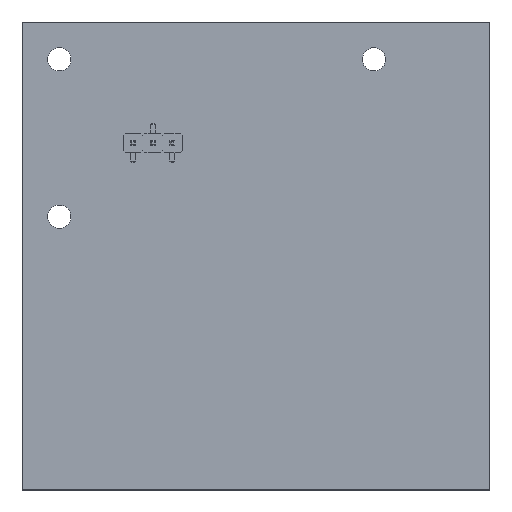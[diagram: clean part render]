
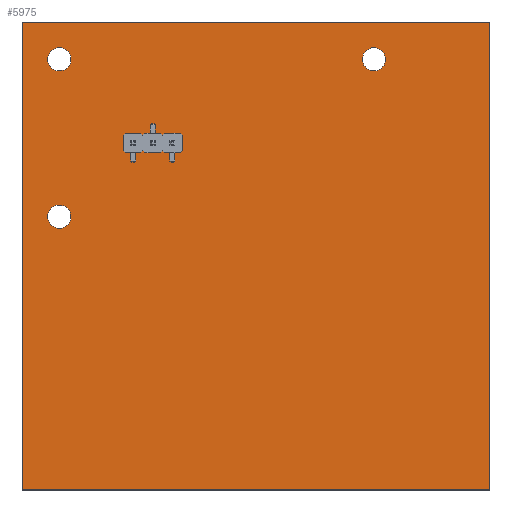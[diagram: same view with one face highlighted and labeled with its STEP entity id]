
A CAD part, top view. The second image highlights one B-rep face of the part: STEP entity #5975.
In plain terms, the highlighted planar face has unit normal (0, 0, 1).
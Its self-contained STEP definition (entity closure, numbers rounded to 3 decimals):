
#5595 = VERTEX_POINT('',#5596);
#5596 = CARTESIAN_POINT('',(144.784,-71.654,1.6));
#5603 = PLANE('',#5604);
#5604 = AXIS2_PLACEMENT_3D('',#5605,#5606,#5607);
#5605 = CARTESIAN_POINT('',(144.784,-71.654,0.));
#5606 = DIRECTION('',(1.,0.,-0.));
#5607 = DIRECTION('',(0.,-1.,0.));
#5615 = PLANE('',#5616);
#5616 = AXIS2_PLACEMENT_3D('',#5617,#5618,#5619);
#5617 = CARTESIAN_POINT('',(205.236,-71.654,0.));
#5618 = DIRECTION('',(0.,-1.,0.));
#5619 = DIRECTION('',(-1.,0.,0.));
#5627 = EDGE_CURVE('',#5595,#5628,#5630,.T.);
#5628 = VERTEX_POINT('',#5629);
#5629 = CARTESIAN_POINT('',(144.784,-132.106,1.6));
#5630 = SURFACE_CURVE('',#5631,(#5635,#5642),.PCURVE_S1.);
#5631 = LINE('',#5632,#5633);
#5632 = CARTESIAN_POINT('',(144.784,-71.654,1.6));
#5633 = VECTOR('',#5634,1.);
#5634 = DIRECTION('',(0.,-1.,0.));
#5635 = PCURVE('',#5603,#5636);
#5636 = DEFINITIONAL_REPRESENTATION('',(#5637),#5641);
#5637 = LINE('',#5638,#5639);
#5638 = CARTESIAN_POINT('',(0.,-1.6));
#5639 = VECTOR('',#5640,1.);
#5640 = DIRECTION('',(1.,0.));
#5641 = ( GEOMETRIC_REPRESENTATION_CONTEXT(2) 
PARAMETRIC_REPRESENTATION_CONTEXT() REPRESENTATION_CONTEXT('2D SPACE',''
  ) );
#5642 = PCURVE('',#5643,#5648);
#5643 = PLANE('',#5644);
#5644 = AXIS2_PLACEMENT_3D('',#5645,#5646,#5647);
#5645 = CARTESIAN_POINT('',(175.01,-101.88,1.6));
#5646 = DIRECTION('',(0.,0.,1.));
#5647 = DIRECTION('',(1.,0.,-0.));
#5648 = DEFINITIONAL_REPRESENTATION('',(#5649),#5653);
#5649 = LINE('',#5650,#5651);
#5650 = CARTESIAN_POINT('',(-30.226,30.226));
#5651 = VECTOR('',#5652,1.);
#5652 = DIRECTION('',(0.,-1.));
#5653 = ( GEOMETRIC_REPRESENTATION_CONTEXT(2) 
PARAMETRIC_REPRESENTATION_CONTEXT() REPRESENTATION_CONTEXT('2D SPACE',''
  ) );
#5671 = PLANE('',#5672);
#5672 = AXIS2_PLACEMENT_3D('',#5673,#5674,#5675);
#5673 = CARTESIAN_POINT('',(144.784,-132.106,0.));
#5674 = DIRECTION('',(0.,1.,0.));
#5675 = DIRECTION('',(1.,0.,0.));
#5715 = VERTEX_POINT('',#5716);
#5716 = CARTESIAN_POINT('',(205.236,-71.654,1.6));
#5730 = PLANE('',#5731);
#5731 = AXIS2_PLACEMENT_3D('',#5732,#5733,#5734);
#5732 = CARTESIAN_POINT('',(205.236,-132.106,0.));
#5733 = DIRECTION('',(-1.,0.,0.));
#5734 = DIRECTION('',(0.,1.,0.));
#5742 = EDGE_CURVE('',#5715,#5595,#5743,.T.);
#5743 = SURFACE_CURVE('',#5744,(#5748,#5755),.PCURVE_S1.);
#5744 = LINE('',#5745,#5746);
#5745 = CARTESIAN_POINT('',(205.236,-71.654,1.6));
#5746 = VECTOR('',#5747,1.);
#5747 = DIRECTION('',(-1.,0.,0.));
#5748 = PCURVE('',#5615,#5749);
#5749 = DEFINITIONAL_REPRESENTATION('',(#5750),#5754);
#5750 = LINE('',#5751,#5752);
#5751 = CARTESIAN_POINT('',(0.,-1.6));
#5752 = VECTOR('',#5753,1.);
#5753 = DIRECTION('',(1.,0.));
#5754 = ( GEOMETRIC_REPRESENTATION_CONTEXT(2) 
PARAMETRIC_REPRESENTATION_CONTEXT() REPRESENTATION_CONTEXT('2D SPACE',''
  ) );
#5755 = PCURVE('',#5643,#5756);
#5756 = DEFINITIONAL_REPRESENTATION('',(#5757),#5761);
#5757 = LINE('',#5758,#5759);
#5758 = CARTESIAN_POINT('',(30.226,30.226));
#5759 = VECTOR('',#5760,1.);
#5760 = DIRECTION('',(-1.,0.));
#5761 = ( GEOMETRIC_REPRESENTATION_CONTEXT(2) 
PARAMETRIC_REPRESENTATION_CONTEXT() REPRESENTATION_CONTEXT('2D SPACE',''
  ) );
#5789 = EDGE_CURVE('',#5628,#5790,#5792,.T.);
#5790 = VERTEX_POINT('',#5791);
#5791 = CARTESIAN_POINT('',(205.236,-132.106,1.6));
#5792 = SURFACE_CURVE('',#5793,(#5797,#5804),.PCURVE_S1.);
#5793 = LINE('',#5794,#5795);
#5794 = CARTESIAN_POINT('',(144.784,-132.106,1.6));
#5795 = VECTOR('',#5796,1.);
#5796 = DIRECTION('',(1.,0.,0.));
#5797 = PCURVE('',#5671,#5798);
#5798 = DEFINITIONAL_REPRESENTATION('',(#5799),#5803);
#5799 = LINE('',#5800,#5801);
#5800 = CARTESIAN_POINT('',(0.,-1.6));
#5801 = VECTOR('',#5802,1.);
#5802 = DIRECTION('',(1.,0.));
#5803 = ( GEOMETRIC_REPRESENTATION_CONTEXT(2) 
PARAMETRIC_REPRESENTATION_CONTEXT() REPRESENTATION_CONTEXT('2D SPACE',''
  ) );
#5804 = PCURVE('',#5643,#5805);
#5805 = DEFINITIONAL_REPRESENTATION('',(#5806),#5810);
#5806 = LINE('',#5807,#5808);
#5807 = CARTESIAN_POINT('',(-30.226,-30.226));
#5808 = VECTOR('',#5809,1.);
#5809 = DIRECTION('',(1.,0.));
#5810 = ( GEOMETRIC_REPRESENTATION_CONTEXT(2) 
PARAMETRIC_REPRESENTATION_CONTEXT() REPRESENTATION_CONTEXT('2D SPACE',''
  ) );
#5902 = CYLINDRICAL_SURFACE('',#5903,1.5);
#5903 = AXIS2_PLACEMENT_3D('',#5904,#5905,#5906);
#5904 = CARTESIAN_POINT('',(149.61,-96.8,-0.8));
#5905 = DIRECTION('',(0.,0.,1.));
#5906 = DIRECTION('',(1.,0.,-0.));
#5933 = CYLINDRICAL_SURFACE('',#5934,1.5);
#5934 = AXIS2_PLACEMENT_3D('',#5935,#5936,#5937);
#5935 = CARTESIAN_POINT('',(149.61,-76.48,-0.8));
#5936 = DIRECTION('',(0.,0.,1.));
#5937 = DIRECTION('',(1.,0.,-0.));
#5964 = CYLINDRICAL_SURFACE('',#5965,1.5);
#5965 = AXIS2_PLACEMENT_3D('',#5966,#5967,#5968);
#5966 = CARTESIAN_POINT('',(190.25,-76.48,-0.8));
#5967 = DIRECTION('',(0.,0.,1.));
#5968 = DIRECTION('',(1.,0.,-0.));
#5975 = ADVANCED_FACE('',(#5976,#6002,#6028,#6054),#5643,.T.);
#5976 = FACE_BOUND('',#5977,.T.);
#5977 = EDGE_LOOP('',(#5978,#5979,#5980,#6001));
#5978 = ORIENTED_EDGE('',*,*,#5627,.T.);
#5979 = ORIENTED_EDGE('',*,*,#5789,.T.);
#5980 = ORIENTED_EDGE('',*,*,#5981,.T.);
#5981 = EDGE_CURVE('',#5790,#5715,#5982,.T.);
#5982 = SURFACE_CURVE('',#5983,(#5987,#5994),.PCURVE_S1.);
#5983 = LINE('',#5984,#5985);
#5984 = CARTESIAN_POINT('',(205.236,-132.106,1.6));
#5985 = VECTOR('',#5986,1.);
#5986 = DIRECTION('',(0.,1.,0.));
#5987 = PCURVE('',#5643,#5988);
#5988 = DEFINITIONAL_REPRESENTATION('',(#5989),#5993);
#5989 = LINE('',#5990,#5991);
#5990 = CARTESIAN_POINT('',(30.226,-30.226));
#5991 = VECTOR('',#5992,1.);
#5992 = DIRECTION('',(0.,1.));
#5993 = ( GEOMETRIC_REPRESENTATION_CONTEXT(2) 
PARAMETRIC_REPRESENTATION_CONTEXT() REPRESENTATION_CONTEXT('2D SPACE',''
  ) );
#5994 = PCURVE('',#5730,#5995);
#5995 = DEFINITIONAL_REPRESENTATION('',(#5996),#6000);
#5996 = LINE('',#5997,#5998);
#5997 = CARTESIAN_POINT('',(0.,-1.6));
#5998 = VECTOR('',#5999,1.);
#5999 = DIRECTION('',(1.,0.));
#6000 = ( GEOMETRIC_REPRESENTATION_CONTEXT(2) 
PARAMETRIC_REPRESENTATION_CONTEXT() REPRESENTATION_CONTEXT('2D SPACE',''
  ) );
#6001 = ORIENTED_EDGE('',*,*,#5742,.T.);
#6002 = FACE_BOUND('',#6003,.T.);
#6003 = EDGE_LOOP('',(#6004));
#6004 = ORIENTED_EDGE('',*,*,#6005,.F.);
#6005 = EDGE_CURVE('',#6006,#6006,#6008,.T.);
#6006 = VERTEX_POINT('',#6007);
#6007 = CARTESIAN_POINT('',(151.11,-96.8,1.6));
#6008 = SURFACE_CURVE('',#6009,(#6014,#6021),.PCURVE_S1.);
#6009 = CIRCLE('',#6010,1.5);
#6010 = AXIS2_PLACEMENT_3D('',#6011,#6012,#6013);
#6011 = CARTESIAN_POINT('',(149.61,-96.8,1.6));
#6012 = DIRECTION('',(0.,0.,1.));
#6013 = DIRECTION('',(1.,0.,-0.));
#6014 = PCURVE('',#5643,#6015);
#6015 = DEFINITIONAL_REPRESENTATION('',(#6016),#6020);
#6016 = CIRCLE('',#6017,1.5);
#6017 = AXIS2_PLACEMENT_2D('',#6018,#6019);
#6018 = CARTESIAN_POINT('',(-25.4,5.08));
#6019 = DIRECTION('',(1.,0.));
#6020 = ( GEOMETRIC_REPRESENTATION_CONTEXT(2) 
PARAMETRIC_REPRESENTATION_CONTEXT() REPRESENTATION_CONTEXT('2D SPACE',''
  ) );
#6021 = PCURVE('',#5902,#6022);
#6022 = DEFINITIONAL_REPRESENTATION('',(#6023),#6027);
#6023 = LINE('',#6024,#6025);
#6024 = CARTESIAN_POINT('',(0.,2.4));
#6025 = VECTOR('',#6026,1.);
#6026 = DIRECTION('',(1.,0.));
#6027 = ( GEOMETRIC_REPRESENTATION_CONTEXT(2) 
PARAMETRIC_REPRESENTATION_CONTEXT() REPRESENTATION_CONTEXT('2D SPACE',''
  ) );
#6028 = FACE_BOUND('',#6029,.T.);
#6029 = EDGE_LOOP('',(#6030));
#6030 = ORIENTED_EDGE('',*,*,#6031,.F.);
#6031 = EDGE_CURVE('',#6032,#6032,#6034,.T.);
#6032 = VERTEX_POINT('',#6033);
#6033 = CARTESIAN_POINT('',(151.11,-76.48,1.6));
#6034 = SURFACE_CURVE('',#6035,(#6040,#6047),.PCURVE_S1.);
#6035 = CIRCLE('',#6036,1.5);
#6036 = AXIS2_PLACEMENT_3D('',#6037,#6038,#6039);
#6037 = CARTESIAN_POINT('',(149.61,-76.48,1.6));
#6038 = DIRECTION('',(0.,0.,1.));
#6039 = DIRECTION('',(1.,0.,-0.));
#6040 = PCURVE('',#5643,#6041);
#6041 = DEFINITIONAL_REPRESENTATION('',(#6042),#6046);
#6042 = CIRCLE('',#6043,1.5);
#6043 = AXIS2_PLACEMENT_2D('',#6044,#6045);
#6044 = CARTESIAN_POINT('',(-25.4,25.4));
#6045 = DIRECTION('',(1.,0.));
#6046 = ( GEOMETRIC_REPRESENTATION_CONTEXT(2) 
PARAMETRIC_REPRESENTATION_CONTEXT() REPRESENTATION_CONTEXT('2D SPACE',''
  ) );
#6047 = PCURVE('',#5933,#6048);
#6048 = DEFINITIONAL_REPRESENTATION('',(#6049),#6053);
#6049 = LINE('',#6050,#6051);
#6050 = CARTESIAN_POINT('',(0.,2.4));
#6051 = VECTOR('',#6052,1.);
#6052 = DIRECTION('',(1.,0.));
#6053 = ( GEOMETRIC_REPRESENTATION_CONTEXT(2) 
PARAMETRIC_REPRESENTATION_CONTEXT() REPRESENTATION_CONTEXT('2D SPACE',''
  ) );
#6054 = FACE_BOUND('',#6055,.T.);
#6055 = EDGE_LOOP('',(#6056));
#6056 = ORIENTED_EDGE('',*,*,#6057,.F.);
#6057 = EDGE_CURVE('',#6058,#6058,#6060,.T.);
#6058 = VERTEX_POINT('',#6059);
#6059 = CARTESIAN_POINT('',(191.75,-76.48,1.6));
#6060 = SURFACE_CURVE('',#6061,(#6066,#6073),.PCURVE_S1.);
#6061 = CIRCLE('',#6062,1.5);
#6062 = AXIS2_PLACEMENT_3D('',#6063,#6064,#6065);
#6063 = CARTESIAN_POINT('',(190.25,-76.48,1.6));
#6064 = DIRECTION('',(0.,0.,1.));
#6065 = DIRECTION('',(1.,0.,-0.));
#6066 = PCURVE('',#5643,#6067);
#6067 = DEFINITIONAL_REPRESENTATION('',(#6068),#6072);
#6068 = CIRCLE('',#6069,1.5);
#6069 = AXIS2_PLACEMENT_2D('',#6070,#6071);
#6070 = CARTESIAN_POINT('',(15.24,25.4));
#6071 = DIRECTION('',(1.,0.));
#6072 = ( GEOMETRIC_REPRESENTATION_CONTEXT(2) 
PARAMETRIC_REPRESENTATION_CONTEXT() REPRESENTATION_CONTEXT('2D SPACE',''
  ) );
#6073 = PCURVE('',#5964,#6074);
#6074 = DEFINITIONAL_REPRESENTATION('',(#6075),#6079);
#6075 = LINE('',#6076,#6077);
#6076 = CARTESIAN_POINT('',(0.,2.4));
#6077 = VECTOR('',#6078,1.);
#6078 = DIRECTION('',(1.,0.));
#6079 = ( GEOMETRIC_REPRESENTATION_CONTEXT(2) 
PARAMETRIC_REPRESENTATION_CONTEXT() REPRESENTATION_CONTEXT('2D SPACE',''
  ) );
